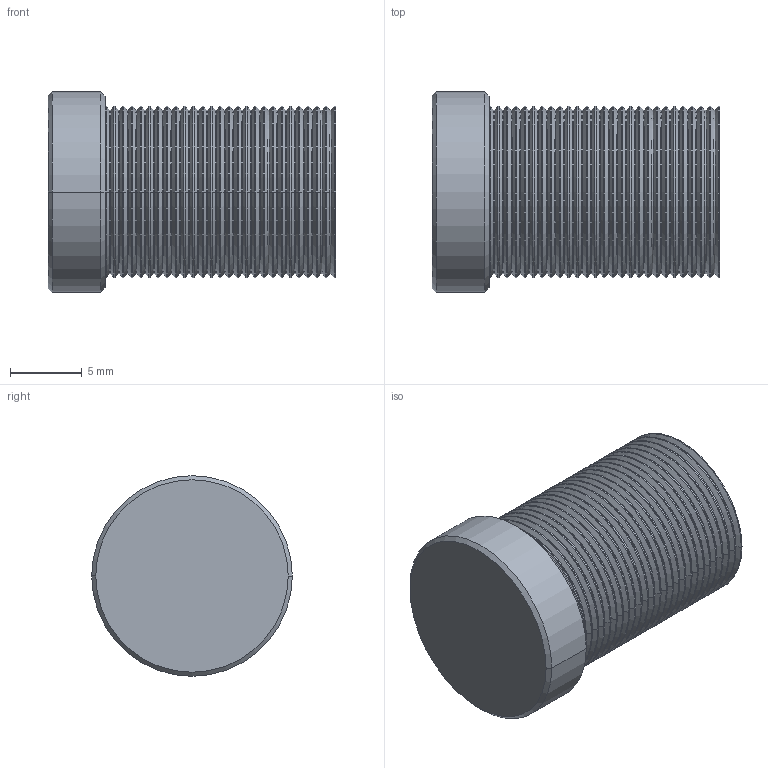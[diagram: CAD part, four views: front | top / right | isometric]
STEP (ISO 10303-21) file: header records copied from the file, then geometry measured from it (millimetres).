
FILE_DESCRIPTION (( 'STEP AP214' ), '1' );
FILE_NAME ('O-S1-S-250-80 -- 213101.STEP', '2025-02-14T12:06:29', ( '' ), ( '' ), 'SwSTEP 2.0', 'SolidWorks 2024', '' );
FILE_SCHEMA (( 'AUTOMOTIVE_DESIGN' ));
Length unit declared in the file: millimetre
Products named in the file (1): O-S1-S-250-80 -- 213101
Bounding box: 20.1 x 14 x 14 mm (x, y, z)
Volume: 2345.1 mm3; surface area: 1346.2 mm2
Topology: 1 solids, 1 shells, 221 faces, 440 edges, 222 vertices
Faces by surface type: cone 110, cylinder 108, plane 3
Entity records: 5547 total; most frequent: DIRECTION 1106, CARTESIAN_POINT 884, ORIENTED_EDGE 880, AXIS2_PLACEMENT_3D 444, EDGE_CURVE 440, VERTEX_POINT 222, CIRCLE 222, EDGE_LOOP 222
